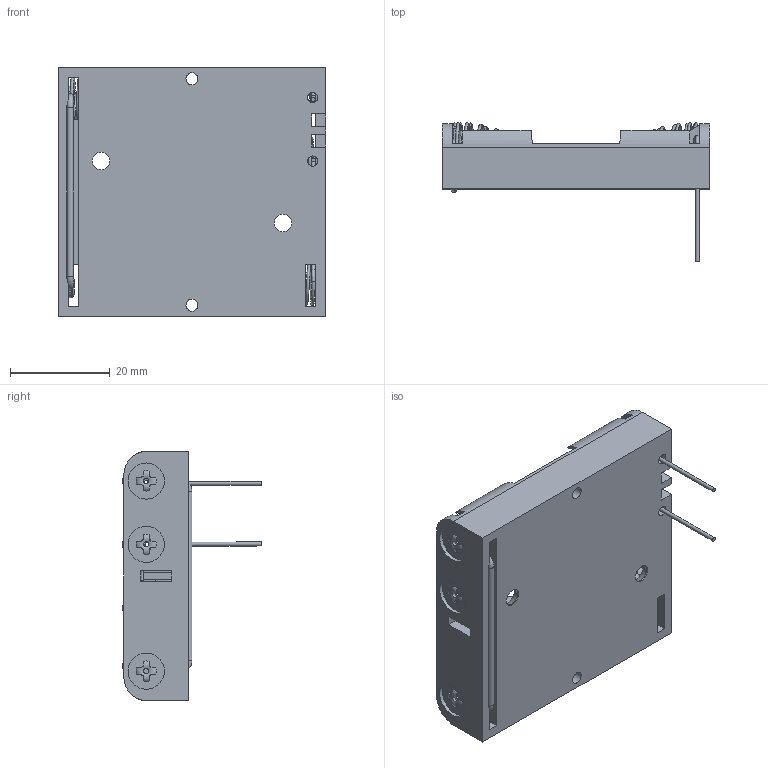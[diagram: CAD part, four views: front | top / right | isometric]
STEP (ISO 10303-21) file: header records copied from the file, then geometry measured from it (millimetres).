
FILE_DESCRIPTION (( 'STEP AP214' ), '1' );
FILE_NAME ('2481.STEP', '2022-06-27T18:41:37', ( '' ), ( '' ), 'SwSTEP 2.0', 'SolidWorks 2013', '' );
FILE_SCHEMA (( 'AUTOMOTIVE_DESIGN' ));
Length unit declared in the file: inch
Products named in the file (1): 2481
Bounding box: 53.5 x 27.72 x 50 mm (x, y, z)
Volume: 8844.5 mm3; surface area: 13472.2 mm2
Topology: 15 solids, 15 shells, 675 faces, 1790 edges, 1179 vertices
Faces by surface type: plane 491, bspline 85, cylinder 75, torus 22, cone 2
Full cylindrical faces by diameter (mm): 0.813 x2, 1.024 x6, 1.27 x3, 1.727 x2, 1.778 x6, 2.032 x2, 2.4 x2, 2.489 x6, 3.5 x2, 7.25 x3, 7.62 x3
Entity records: 37154 total; most frequent: CARTESIAN_POINT 12185, ORIENTED_EDGE 3392, DIRECTION 2887, EDGE_CURVE 1696, VECTOR 1275, LINE 1275, VERTEX_POINT 1162, EDGE_LOOP 850
